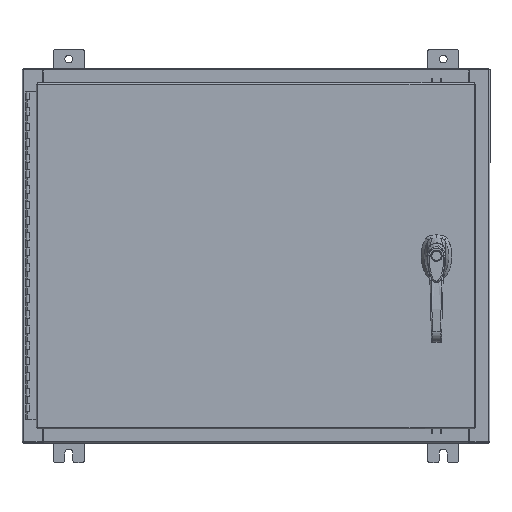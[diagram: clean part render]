
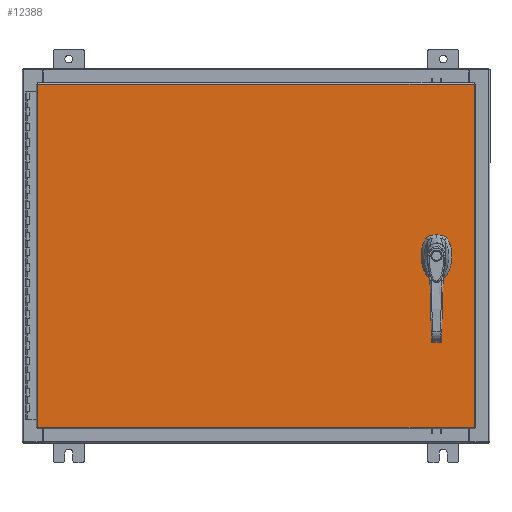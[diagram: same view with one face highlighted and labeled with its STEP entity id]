
A CAD part, top view. The second image highlights one B-rep face of the part: STEP entity #12388.
In plain terms, the highlighted planar face has unit normal (0, 0, 1).
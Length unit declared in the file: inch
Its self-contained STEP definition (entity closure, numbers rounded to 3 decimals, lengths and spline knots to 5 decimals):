
#1199 = CARTESIAN_POINT ( 'NONE',  ( 13.9903, 11.0063, 0. ) ) ;
#1230 = ORIENTED_EDGE ( 'NONE', *, *, #96768, .F. ) ;
#4238 = AXIS2_PLACEMENT_3D ( 'NONE', #66097, #109263, #83524 ) ;
#5150 = EDGE_CURVE ( 'NONE', #64817, #23680, #34929, .T. ) ;
#6018 = EDGE_CURVE ( 'NONE', #104837, #45506, #60597, .T. ) ;
#6121 = CARTESIAN_POINT ( 'NONE',  ( 11.578, 0., 0. ) ) ;
#6695 = ORIENTED_EDGE ( 'NONE', *, *, #9125, .F. ) ;
#6788 = CARTESIAN_POINT ( 'NONE',  ( -13.9903, 11.0063, 0. ) ) ;
#8936 = EDGE_CURVE ( 'NONE', #45506, #26966, #39924, .T. ) ;
#9125 = EDGE_CURVE ( 'NONE', #21213, #39703, #75196, .T. ) ;
#11269 = ORIENTED_EDGE ( 'NONE', *, *, #87437, .T. ) ;
#11622 = LINE ( 'NONE', #107401, #54967 ) ;
#11772 = VERTEX_POINT ( 'NONE', #1199 ) ;
#11854 = DIRECTION ( 'NONE',  ( 1., 0., 0. ) ) ;
#12388 = ADVANCED_FACE ( 'NONE', ( #46455, #84469, #41046 ), #74821, .F. ) ;
#13352 = CARTESIAN_POINT ( 'NONE',  ( 13.9903, -11.0063, 0. ) ) ;
#14418 = DIRECTION ( 'NONE',  ( 0., 0., 1. ) ) ;
#14828 = DIRECTION ( 'NONE',  ( 1., 0., 0. ) ) ;
#15118 = LINE ( 'NONE', #90476, #35426 ) ;
#15747 = VECTOR ( 'NONE', #22082, 39.37008 ) ;
#18057 = CARTESIAN_POINT ( 'NONE',  ( 0., 0.403, 0. ) ) ;
#19749 = EDGE_LOOP ( 'NONE', ( #11269, #24857, #1230, #51445, #106940, #26757, #37785, #101705 ) ) ;
#20776 = CARTESIAN_POINT ( 'NONE',  ( 11.981, -0.20023, 0. ) ) ;
#21081 = DIRECTION ( 'NONE',  ( 0., -1., 0. ) ) ;
#21213 = VERTEX_POINT ( 'NONE', #95827 ) ;
#21231 = CARTESIAN_POINT ( 'NONE',  ( 11.37777, 0.403, 0. ) ) ;
#21378 = CARTESIAN_POINT ( 'NONE',  ( 11.578, 0., 0. ) ) ;
#21476 = CARTESIAN_POINT ( 'NONE',  ( 11.981, 0., 0. ) ) ;
#22082 = DIRECTION ( 'NONE',  ( 0., 1., 0. ) ) ;
#23680 = VERTEX_POINT ( 'NONE', #36369 ) ;
#24857 = ORIENTED_EDGE ( 'NONE', *, *, #24914, .F. ) ;
#24914 = EDGE_CURVE ( 'NONE', #53211, #43653, #38614, .T. ) ;
#25356 = CARTESIAN_POINT ( 'NONE',  ( 11.175, 0.20023, 0. ) ) ;
#26757 = ORIENTED_EDGE ( 'NONE', *, *, #53215, .F. ) ;
#26966 = VERTEX_POINT ( 'NONE', #79204 ) ;
#28779 = CIRCLE ( 'NONE', #91915, 0.45 ) ;
#29468 = CARTESIAN_POINT ( 'NONE',  ( 11.77823, 0.403, 0. ) ) ;
#30089 = DIRECTION ( 'NONE',  ( 1., 0., 0. ) ) ;
#32683 = ORIENTED_EDGE ( 'NONE', *, *, #90778, .F. ) ;
#32913 = VERTEX_POINT ( 'NONE', #21231 ) ;
#33137 = AXIS2_PLACEMENT_3D ( 'NONE', #40685, #101327, #49388 ) ;
#33293 = VERTEX_POINT ( 'NONE', #25356 ) ;
#34929 = CIRCLE ( 'NONE', #56525, 0.45 ) ;
#35426 = VECTOR ( 'NONE', #107891, 39.37008 ) ;
#35979 = EDGE_CURVE ( 'NONE', #73324, #32913, #63019, .T. ) ;
#36369 = CARTESIAN_POINT ( 'NONE',  ( 11.37777, -0.403, 0. ) ) ;
#37207 = VECTOR ( 'NONE', #78188, 39.37008 ) ;
#37243 = VECTOR ( 'NONE', #87380, 39.37008 ) ;
#37785 = ORIENTED_EDGE ( 'NONE', *, *, #35979, .F. ) ;
#38024 = CIRCLE ( 'NONE', #38252, 0.1715 ) ;
#38252 = AXIS2_PLACEMENT_3D ( 'NONE', #66329, #14418, #75051 ) ;
#38614 = CIRCLE ( 'NONE', #33137, 0.45 ) ;
#38718 = ORIENTED_EDGE ( 'NONE', *, *, #89893, .T. ) ;
#38852 = DIRECTION ( 'NONE',  ( 0., -1., 0. ) ) ;
#39703 = VERTEX_POINT ( 'NONE', #91073 ) ;
#39924 = LINE ( 'NONE', #43294, #37207 ) ;
#40685 = CARTESIAN_POINT ( 'NONE',  ( 11.578, 0., 0. ) ) ;
#41046 = FACE_BOUND ( 'NONE', #19749, .T. ) ;
#42407 = ORIENTED_EDGE ( 'NONE', *, *, #82817, .T. ) ;
#43294 = CARTESIAN_POINT ( 'NONE',  ( -13.9903, -11.0063, 0. ) ) ;
#43653 = VERTEX_POINT ( 'NONE', #20776 ) ;
#45176 = LINE ( 'NONE', #21476, #91304 ) ;
#45506 = VERTEX_POINT ( 'NONE', #62636 ) ;
#45529 = CARTESIAN_POINT ( 'NONE',  ( 11.578, -1.338, 0. ) ) ;
#46306 = CARTESIAN_POINT ( 'NONE',  ( 0., -0.403, 0. ) ) ;
#46455 = FACE_BOUND ( 'NONE', #69562, .T. ) ;
#47122 = EDGE_CURVE ( 'NONE', #33293, #64817, #11622, .T. ) ;
#48174 = CARTESIAN_POINT ( 'NONE',  ( 11.77823, -0.403, 0. ) ) ;
#48929 = DIRECTION ( 'NONE',  ( 0., 0., 1. ) ) ;
#49388 = DIRECTION ( 'NONE',  ( 1., 0., 0. ) ) ;
#51445 = ORIENTED_EDGE ( 'NONE', *, *, #5150, .F. ) ;
#53211 = VERTEX_POINT ( 'NONE', #48174 ) ;
#53215 = EDGE_CURVE ( 'NONE', #32913, #33293, #28779, .T. ) ;
#53948 = CARTESIAN_POINT ( 'NONE',  ( 11.175, -0.20023, 0. ) ) ;
#54251 = DIRECTION ( 'NONE',  ( 1., 0., 0. ) ) ;
#54967 = VECTOR ( 'NONE', #21081, 39.37008 ) ;
#55160 = AXIS2_PLACEMENT_3D ( 'NONE', #6121, #66753, #14828 ) ;
#56525 = AXIS2_PLACEMENT_3D ( 'NONE', #21378, #81950, #30089 ) ;
#56907 = ORIENTED_EDGE ( 'NONE', *, *, #8936, .T. ) ;
#58681 = DIRECTION ( 'NONE',  ( 0., -1., 0. ) ) ;
#60597 = LINE ( 'NONE', #6788, #63287 ) ;
#61804 = LINE ( 'NONE', #13352, #15747 ) ;
#62636 = CARTESIAN_POINT ( 'NONE',  ( -13.9903, -11.0063, 0. ) ) ;
#63019 = LINE ( 'NONE', #18057, #37243 ) ;
#63287 = VECTOR ( 'NONE', #58681, 39.37008 ) ;
#64817 = VERTEX_POINT ( 'NONE', #53948 ) ;
#66097 = CARTESIAN_POINT ( 'NONE',  ( 0., 0., 0. ) ) ;
#66329 = CARTESIAN_POINT ( 'NONE',  ( 11.578, -1.338, 0. ) ) ;
#66753 = DIRECTION ( 'NONE',  ( 0., 0., 1. ) ) ;
#67591 = EDGE_LOOP ( 'NONE', ( #56907, #42407, #38718, #109426 ) ) ;
#69562 = EDGE_LOOP ( 'NONE', ( #32683, #6695 ) ) ;
#73324 = VERTEX_POINT ( 'NONE', #29468 ) ;
#74821 = PLANE ( 'NONE',  #4238 ) ;
#75051 = DIRECTION ( 'NONE',  ( 1., 0., 0. ) ) ;
#75196 = CIRCLE ( 'NONE', #108627, 0.1715 ) ;
#78188 = DIRECTION ( 'NONE',  ( 1., 0., 0. ) ) ;
#79204 = CARTESIAN_POINT ( 'NONE',  ( 13.9903, -11.0063, 0. ) ) ;
#81573 = VERTEX_POINT ( 'NONE', #104510 ) ;
#81950 = DIRECTION ( 'NONE',  ( 0., 0., 1. ) ) ;
#82817 = EDGE_CURVE ( 'NONE', #26966, #11772, #61804, .T. ) ;
#83524 = DIRECTION ( 'NONE',  ( -1., 0., 0. ) ) ;
#83610 = VECTOR ( 'NONE', #11854, 39.37008 ) ;
#84469 = FACE_OUTER_BOUND ( 'NONE', #67591, .T. ) ;
#86321 = LINE ( 'NONE', #46306, #83610 ) ;
#87380 = DIRECTION ( 'NONE',  ( -1., 0., 0. ) ) ;
#87437 = EDGE_CURVE ( 'NONE', #81573, #43653, #45176, .T. ) ;
#88237 = CARTESIAN_POINT ( 'NONE',  ( -13.9903, 11.0063, 0. ) ) ;
#89133 = CIRCLE ( 'NONE', #55160, 0.45 ) ;
#89893 = EDGE_CURVE ( 'NONE', #11772, #104837, #15118, .T. ) ;
#90476 = CARTESIAN_POINT ( 'NONE',  ( 13.9903, 11.0063, 0. ) ) ;
#90778 = EDGE_CURVE ( 'NONE', #39703, #21213, #38024, .T. ) ;
#91073 = CARTESIAN_POINT ( 'NONE',  ( 11.7495, -1.338, 0. ) ) ;
#91304 = VECTOR ( 'NONE', #38852, 39.37008 ) ;
#91915 = AXIS2_PLACEMENT_3D ( 'NONE', #100856, #48929, #109562 ) ;
#95827 = CARTESIAN_POINT ( 'NONE',  ( 11.4065, -1.338, 0. ) ) ;
#95879 = EDGE_CURVE ( 'NONE', #81573, #73324, #89133, .T. ) ;
#96768 = EDGE_CURVE ( 'NONE', #23680, #53211, #86321, .T. ) ;
#100856 = CARTESIAN_POINT ( 'NONE',  ( 11.578, 0., 0. ) ) ;
#101327 = DIRECTION ( 'NONE',  ( 0., 0., 1. ) ) ;
#101705 = ORIENTED_EDGE ( 'NONE', *, *, #95879, .F. ) ;
#104510 = CARTESIAN_POINT ( 'NONE',  ( 11.981, 0.20023, 0. ) ) ;
#104837 = VERTEX_POINT ( 'NONE', #88237 ) ;
#106167 = DIRECTION ( 'NONE',  ( 0., 0., 1. ) ) ;
#106940 = ORIENTED_EDGE ( 'NONE', *, *, #47122, .F. ) ;
#107401 = CARTESIAN_POINT ( 'NONE',  ( 11.175, 0., 0. ) ) ;
#107891 = DIRECTION ( 'NONE',  ( -1., 0., 0. ) ) ;
#108627 = AXIS2_PLACEMENT_3D ( 'NONE', #45529, #106167, #54251 ) ;
#109263 = DIRECTION ( 'NONE',  ( 0., 0., -1. ) ) ;
#109426 = ORIENTED_EDGE ( 'NONE', *, *, #6018, .T. ) ;
#109562 = DIRECTION ( 'NONE',  ( 1., 0., 0. ) ) ;
